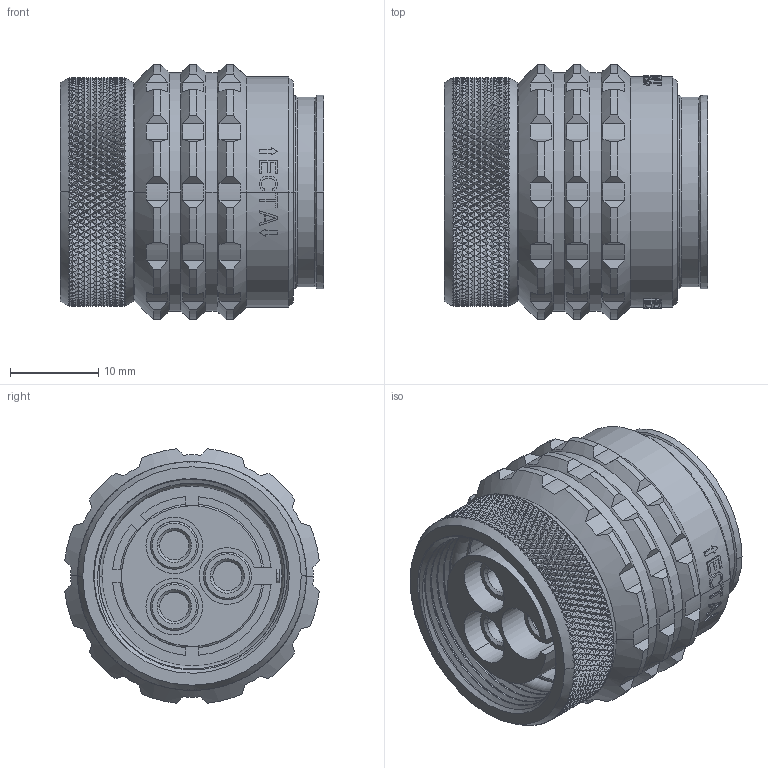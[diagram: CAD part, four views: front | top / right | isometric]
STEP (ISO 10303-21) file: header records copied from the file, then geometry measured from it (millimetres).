
FILE_DESCRIPTION((''),'2;1');
FILE_NAME('1331M303MZ','2024-08-12T10:14:27',('paultorloting'),('NET AG system integration'),'CREO PARAMETRIC BY PTC INC, 2021404','CREO PARAMETRIC BY PTC INC, 2021404','');
FILE_SCHEMA(('AUTOMOTIVE_DESIGN { 1 0 10303 214 1 1 1 1 }'));
Products named in the file (1): 1331M303MZ
Bounding box: 29.8 x 28.79 x 28.79 mm (x, y, z)
Volume: 11537.9 mm3; surface area: 9295.8 mm2
Topology: 1 solids, 2 shells, 6271 faces, 14018 edges, 7791 vertices
Faces by surface type: plane 4851, cylinder 1325, cone 49, torus 26, bspline 12, sphere 8
Entity records: 218029 total; most frequent: CARTESIAN_POINT 48564, ORIENTED_EDGE 28032, DIRECTION 21804, EDGE_CURVE 14016, VERTEX_POINT 7791, VECTOR 7311, LINE 7311, AXIS2_PLACEMENT_3D 7245
